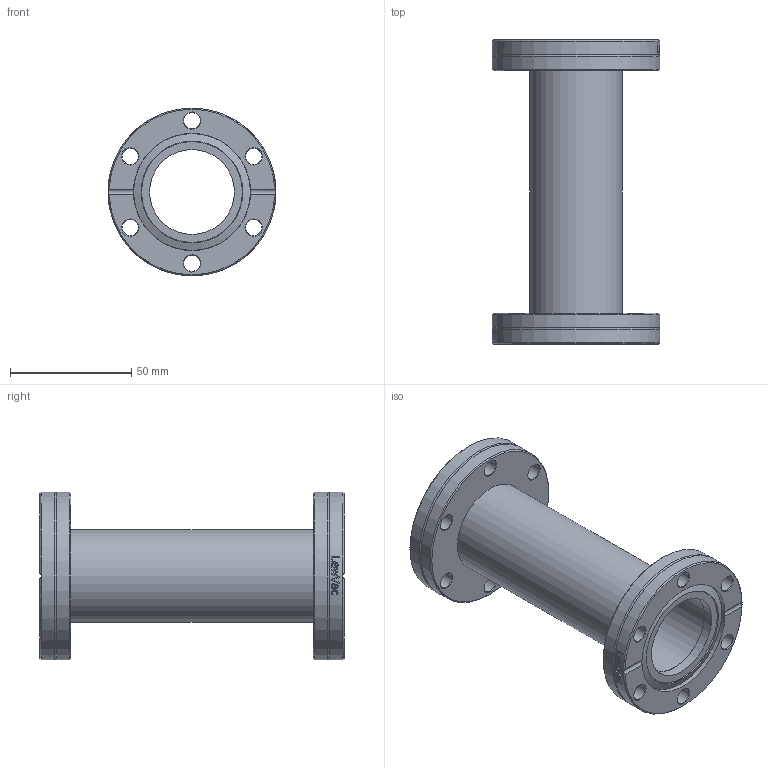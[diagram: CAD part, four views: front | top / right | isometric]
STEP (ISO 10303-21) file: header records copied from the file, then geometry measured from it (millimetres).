
FILE_DESCRIPTION(/* description */ (''),/* implementation_level */ '2;1');
FILE_NAME(/* name */ 'FL-SC40CF.stp',/* time_stamp */ '2018-01-24T12:57:36+00:00',/* author */ ('paul'),/* organization */ (''),/* preprocessor_version */ 'ST-DEVELOPER v16.13',/* originating_system */ 'Autodesk Inventor 2018',/* authorisation */ '');
FILE_SCHEMA (('AUTOMOTIVE_DESIGN { 1 0 10303 214 3 1 1 }'));
Length unit declared in the file: millimetre
Products named in the file (6): FL-SC40CF; FL-40CF-38; FL-40CFR-38; FL-40CF-OUT; FL-40CF-INB38.1; tube
Assembly tree (5 placements, depth 3):
  FL-SC40CF
    FL-40CF-38
    FL-40CFR-38
      FL-40CF-OUT
      FL-40CF-INB38.1
    tube
Bounding box: 69.1 x 125.2 x 69.1 mm (x, y, z)
Volume: 78220.4 mm3; surface area: 51139.3 mm2
Topology: 4 solids, 4 shells, 263 faces, 690 edges, 453 vertices
Faces by surface type: plane 98, bspline 82, cylinder 46, cone 35, torus 2
Full cylindrical faces by diameter (mm): 6.7 x12, 34.9 x2, 35 x1, 38.1 x1, 38.3 x2, 45.5 x1, 48.1 x1, 48.26 x1, 48.3 x1, 69.1 x4
Entity records: 10808 total; most frequent: CARTESIAN_POINT 4786, ORIENTED_EDGE 1230, DIRECTION 1028, EDGE_CURVE 615, VERTEX_POINT 437, AXIS2_PLACEMENT_3D 403, EDGE_LOOP 372, FACE_OUTER_BOUND 263
